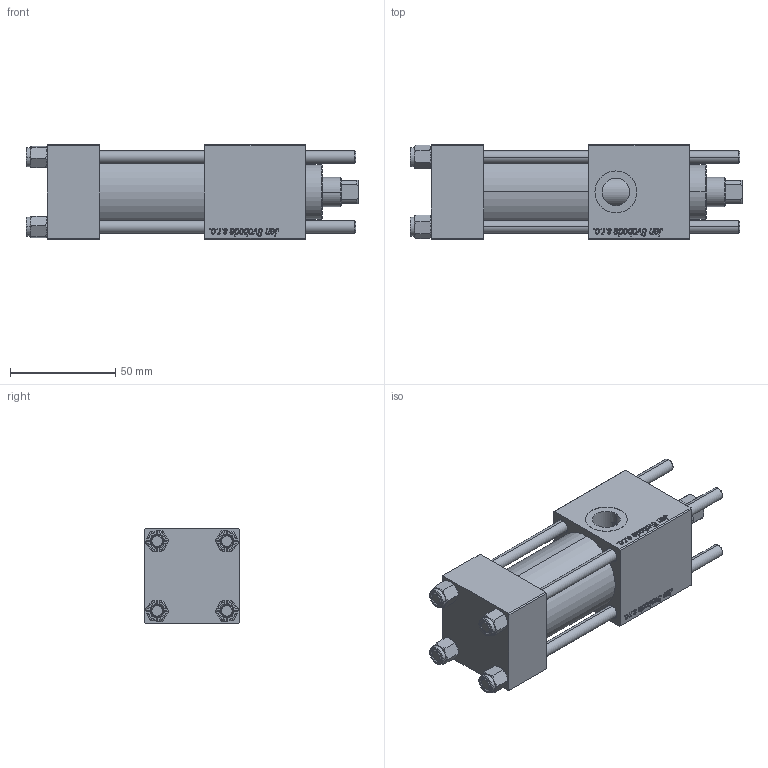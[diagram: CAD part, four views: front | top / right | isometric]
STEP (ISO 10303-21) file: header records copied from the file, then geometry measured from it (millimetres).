
FILE_DESCRIPTION (( 'STEP AP203' ), '1' );
FILE_NAME ('a5c9.STEP', '2023-08-23T14:16:37', ( '' ), ( '' ), 'SwSTEP 2.0', 'SolidWorks 2019', '' );
FILE_SCHEMA (( 'CONFIG_CONTROL_DESIGN' ));
Length unit declared in the file: millimetre
Products named in the file (6): V215CR_VCP_B 5b5d803d3d841f41f42fa7ab03a27357; NUT_M5_B 5b5d803d3d841f41f42fa7ab03a27357; V215CR_B-1 5b5d803d3d841f41f42fa7ab03a27357; a5c9; V215CR_B_TYCINKA 5b5d803d3d841f41f42fa7ab03a27357; V215_VC_A 5b5d803d3d841f41f42fa7ab03a27357
Assembly tree (11 placements, depth 2):
  a5c9
    V215CR_B-1 5b5d803d3d841f41f42fa7ab03a27357
    V215CR_VCP_B 5b5d803d3d841f41f42fa7ab03a27357
    NUT_M5_B 5b5d803d3d841f41f42fa7ab03a27357  x4
    V215CR_B_TYCINKA 5b5d803d3d841f41f42fa7ab03a27357  x4
    V215_VC_A 5b5d803d3d841f41f42fa7ab03a27357
Bounding box: 158 x 45 x 45 mm (x, y, z)
Volume: 198618.7 mm3; surface area: 72497.7 mm2
Topology: 11 solids, 11 shells, 1155 faces, 2935 edges, 1905 vertices
Faces by surface type: bspline 504, plane 429, cone 136, cylinder 78, torus 8
Entity records: 56815 total; most frequent: CARTESIAN_POINT 34080, ORIENTED_EDGE 5362, DIRECTION 2907, EDGE_CURVE 2681, VERTEX_POINT 1761, VECTOR 1443, LINE 1443, EDGE_LOOP 1158
